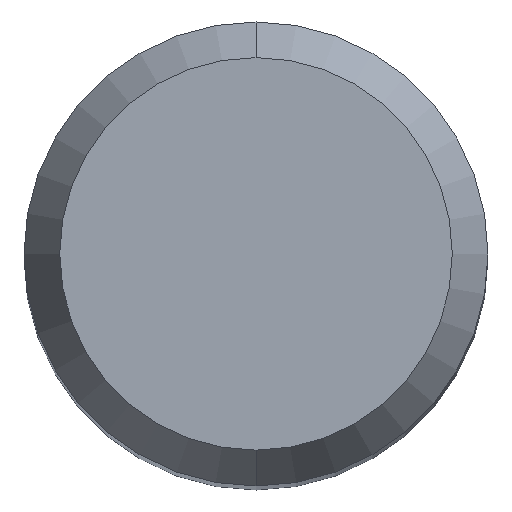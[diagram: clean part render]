
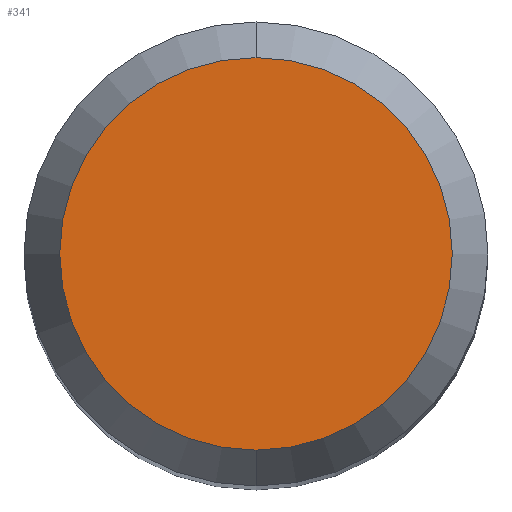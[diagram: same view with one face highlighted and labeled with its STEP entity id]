
A CAD part, top view. The second image highlights one B-rep face of the part: STEP entity #341.
In plain terms, the highlighted planar face has unit normal (0, 0, 1).
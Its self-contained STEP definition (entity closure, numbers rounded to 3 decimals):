
#181=EDGE_CURVE('',#205,#367,#459,.T.);
#205=VERTEX_POINT('',#484);
#293=EDGE_CURVE('',#367,#205,#580,.T.);
#341=ADVANCED_FACE('',(#635),#636,.T.);
#367=VERTEX_POINT('',#664);
#459=CIRCLE('',#782,2.538);
#484=CARTESIAN_POINT('',(0.,-2.538,29.446));
#580=CIRCLE('',#1024,2.538);
#635=FACE_OUTER_BOUND('',#1171,.T.);
#636=PLANE('',#1172);
#664=CARTESIAN_POINT('',(0.0,2.538,29.446));
#782=AXIS2_PLACEMENT_3D('',#1376,#1377,#1378);
#1024=AXIS2_PLACEMENT_3D('',#1484,#1485,#1486);
#1171=EDGE_LOOP('',(#1556,#1557));
#1172=AXIS2_PLACEMENT_3D('',#1558,#1559,#1560);
#1376=CARTESIAN_POINT('',(0.0,0.0,29.446));
#1377=DIRECTION('',(0.0,0.0,-1.0));
#1378=DIRECTION('',(0.0,1.0,0.0));
#1484=CARTESIAN_POINT('',(0.0,0.0,29.446));
#1485=DIRECTION('',(0.0,0.0,-1.0));
#1486=DIRECTION('',(0.0,1.0,0.0));
#1556=ORIENTED_EDGE('',*,*,#293,.F.);
#1557=ORIENTED_EDGE('',*,*,#181,.F.);
#1558=CARTESIAN_POINT('',(0.0,1.269,29.446));
#1559=DIRECTION('',(-0.0,0.0,1.0));
#1560=DIRECTION('',(0.0,-1.0,0.0));
